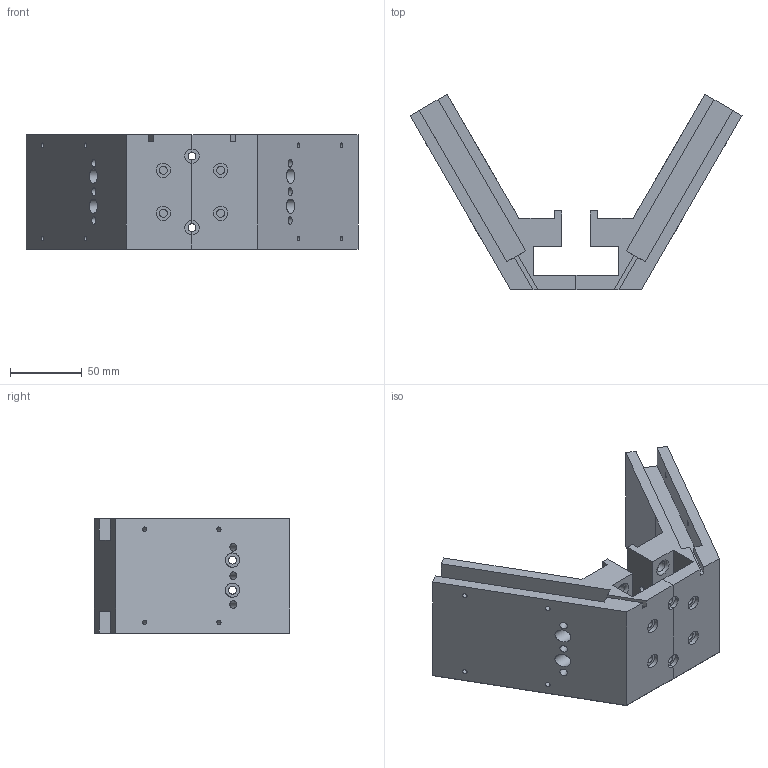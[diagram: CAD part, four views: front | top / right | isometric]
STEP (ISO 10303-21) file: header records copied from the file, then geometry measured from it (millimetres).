
FILE_DESCRIPTION(('FreeCAD Model'),'2;1');
FILE_NAME('bottom_corner.step', '2020-07-24T12:03:30',('Author'),(''), 'Open CASCADE STEP processor 7.4','FreeCAD','Unknown');
FILE_SCHEMA(('AUTOMOTIVE_DESIGN { 1 0 10303 214 1 1 1 1 }'));
Length unit declared in the file: millimetre
Products named in the file (1): bottomCorner
Bounding box: 231.96 x 136.6 x 80.2 mm (x, y, z)
Volume: 657656.3 mm3; surface area: 126234.9 mm2
Topology: 1 solids, 1 shells, 149 faces, 367 edges, 228 vertices
Faces by surface type: plane 91, cylinder 50, torus 5, bspline 3
Full cylindrical faces by diameter (mm): 3 x6, 3.3 x8, 5.5 x14, 8 x2, 10 x8
Entity records: 9609 total; most frequent: CARTESIAN_POINT 1989, DIRECTION 1457, LINE 865, VECTOR 865, ORIENTED_EDGE 734, PCURVE 734, DEFINITIONAL_REPRESENTATION 734, EDGE_CURVE 367
